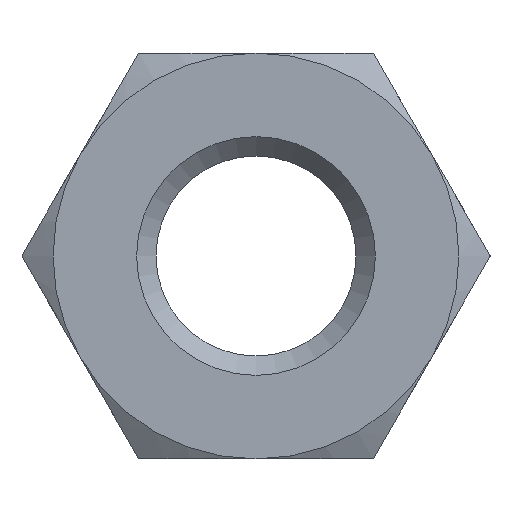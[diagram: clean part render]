
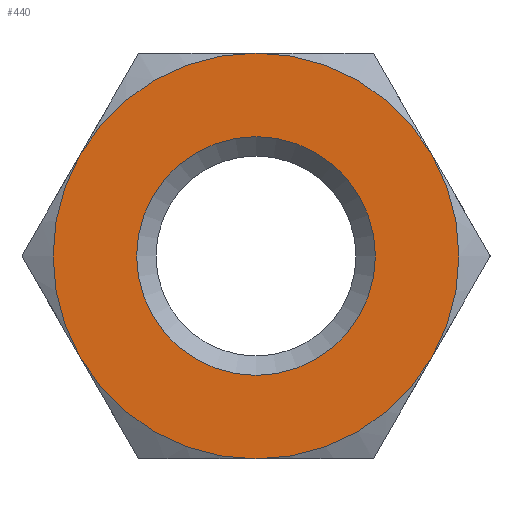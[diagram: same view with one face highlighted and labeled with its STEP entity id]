
A CAD part, left-side view. The second image highlights one B-rep face of the part: STEP entity #440.
In plain terms, the highlighted planar face has unit normal (-1, 0, 0).
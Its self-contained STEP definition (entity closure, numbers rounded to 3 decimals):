
#20=PLANE('',#502);
#143=ORIENTED_EDGE('',*,*,#261,.F.);
#144=ORIENTED_EDGE('',*,*,#219,.F.);
#145=ORIENTED_EDGE('',*,*,#223,.F.);
#146=ORIENTED_EDGE('',*,*,#227,.F.);
#147=ORIENTED_EDGE('',*,*,#213,.F.);
#148=ORIENTED_EDGE('',*,*,#215,.F.);
#149=ORIENTED_EDGE('',*,*,#262,.T.);
#213=EDGE_CURVE('',#277,#278,#316,.T.);
#215=EDGE_CURVE('',#279,#277,#317,.T.);
#219=EDGE_CURVE('',#282,#283,#319,.T.);
#223=EDGE_CURVE('',#286,#282,#321,.T.);
#227=EDGE_CURVE('',#278,#286,#323,.T.);
#261=EDGE_CURVE('',#283,#279,#335,.T.);
#262=EDGE_CURVE('',#307,#307,#336,.T.);
#277=VERTEX_POINT('',#661);
#278=VERTEX_POINT('',#663);
#279=VERTEX_POINT('',#670);
#282=VERTEX_POINT('',#684);
#283=VERTEX_POINT('',#685);
#286=VERTEX_POINT('',#699);
#307=VERTEX_POINT('',#813);
#316=CIRCLE('',#469,8.5);
#317=CIRCLE('',#471,8.5);
#319=CIRCLE('',#474,8.5);
#321=CIRCLE('',#477,8.5);
#323=CIRCLE('',#480,8.5);
#335=CIRCLE('',#503,8.5);
#336=CIRCLE('',#504,5.);
#358=EDGE_LOOP('',(#143,#144,#145,#146,#147,#148));
#359=EDGE_LOOP('',(#149));
#392=FACE_BOUND('',#358,.T.);
#393=FACE_BOUND('',#359,.T.);
#440=ADVANCED_FACE('',(#392,#393),#20,.F.);
#469=AXIS2_PLACEMENT_3D('',#662,#530,#531);
#471=AXIS2_PLACEMENT_3D('',#669,#534,#535);
#474=AXIS2_PLACEMENT_3D('',#683,#540,#541);
#477=AXIS2_PLACEMENT_3D('',#698,#546,#547);
#480=AXIS2_PLACEMENT_3D('',#712,#552,#553);
#502=AXIS2_PLACEMENT_3D('',#810,#606,#607);
#503=AXIS2_PLACEMENT_3D('',#811,#608,#609);
#504=AXIS2_PLACEMENT_3D('',#812,#610,#611);
#530=DIRECTION('',(1.,0.,0.));
#531=DIRECTION('',(0.,0.,-1.));
#534=DIRECTION('',(1.,0.,0.));
#535=DIRECTION('',(0.,0.,-1.));
#540=DIRECTION('',(1.,0.,0.));
#541=DIRECTION('',(0.,0.,-1.));
#546=DIRECTION('',(1.,0.,0.));
#547=DIRECTION('',(0.,0.,-1.));
#552=DIRECTION('',(1.,0.,0.));
#553=DIRECTION('',(0.,0.,-1.));
#606=DIRECTION('',(1.,0.,0.));
#607=DIRECTION('',(0.,0.,-1.));
#608=DIRECTION('',(1.,0.,0.));
#609=DIRECTION('',(0.,0.,-1.));
#610=DIRECTION('',(1.,0.,0.));
#611=DIRECTION('',(0.,0.,-1.));
#661=CARTESIAN_POINT('',(-3.,0.,8.5));
#662=CARTESIAN_POINT('',(-3.,0.,0.));
#663=CARTESIAN_POINT('',(-3.,-7.361,4.25));
#669=CARTESIAN_POINT('',(-3.,0.,0.));
#670=CARTESIAN_POINT('',(-3.,7.361,4.25));
#683=CARTESIAN_POINT('',(-3.,0.,0.));
#684=CARTESIAN_POINT('',(-3.,0.,-8.5));
#685=CARTESIAN_POINT('',(-3.,7.361,-4.25));
#698=CARTESIAN_POINT('',(-3.,0.,0.));
#699=CARTESIAN_POINT('',(-3.,-7.361,-4.25));
#712=CARTESIAN_POINT('',(-3.,0.,0.));
#810=CARTESIAN_POINT('',(-3.,0.,0.));
#811=CARTESIAN_POINT('',(-3.,0.,0.));
#812=CARTESIAN_POINT('',(-3.,0.,0.));
#813=CARTESIAN_POINT('',(-3.,0.,-5.));
